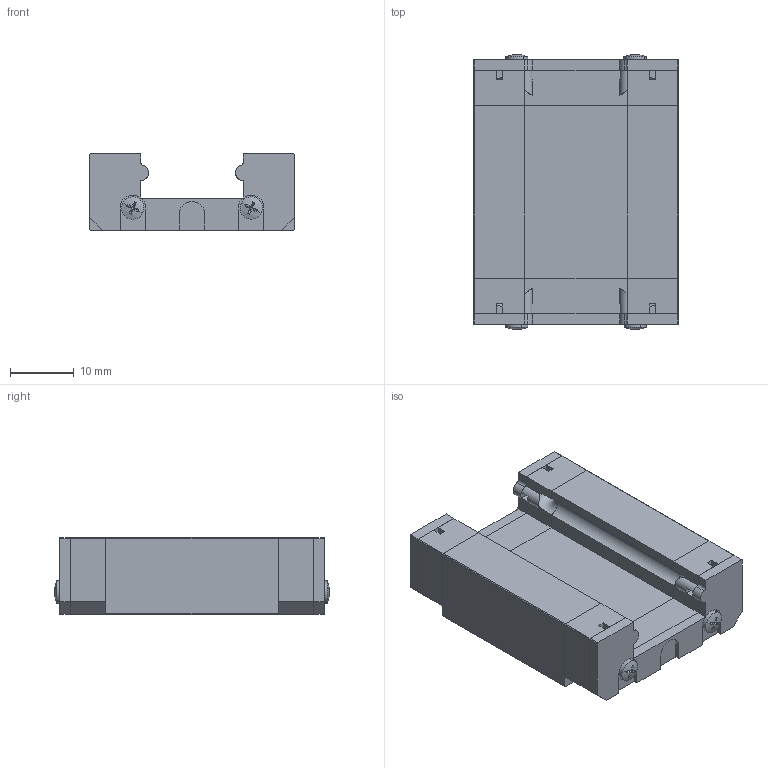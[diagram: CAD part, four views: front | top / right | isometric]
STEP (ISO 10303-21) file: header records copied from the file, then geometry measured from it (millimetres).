
FILE_DESCRIPTION (( 'STEP AP214' ), '1' );
FILE_NAME ('Linear Motion Block眻盄絳寢賑輸.step', '2016-10-28T04:17:37', ( 'dell' ), ( '' ), 'SwSTEP 2.0', 'SolidWorks 2013', '' );
FILE_SCHEMA (( 'AUTOMOTIVE_DESIGN' ));
Length unit declared in the file: millimetre
Products named in the file (1): Linear Motion Block眻盄絳寢賑輸
Bounding box: 32 x 42.98 x 12 mm (x, y, z)
Volume: 10026.2 mm3; surface area: 8716.9 mm2
Topology: 9 solids, 9 shells, 377 faces, 977 edges, 612 vertices
Faces by surface type: plane 202, cylinder 111, cone 32, torus 24, sphere 8
Entity records: 15916 total; most frequent: CARTESIAN_POINT 2223, DIRECTION 2049, ORIENTED_EDGE 1922, EDGE_CURVE 961, AXIS2_PLACEMENT_3D 750, VERTEX_POINT 612, LINE 549, VECTOR 549
